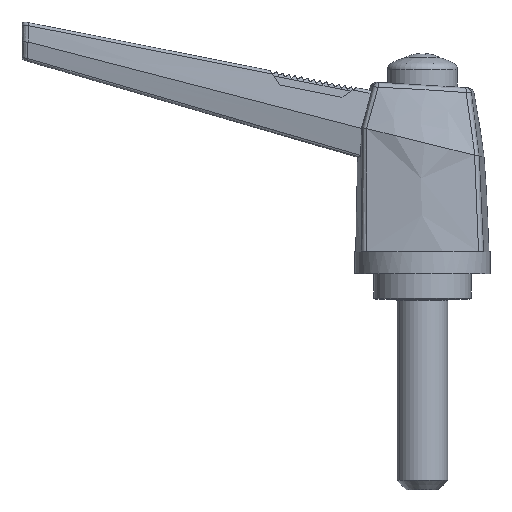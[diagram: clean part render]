
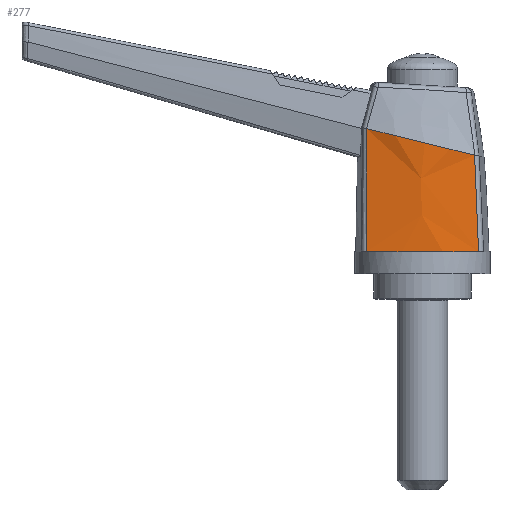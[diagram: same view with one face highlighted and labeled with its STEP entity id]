
A CAD part, front view. The second image highlights one B-rep face of the part: STEP entity #277.
In plain terms, the highlighted free-form (B-spline) face has degree [3, 3] with [6, 4] control points.
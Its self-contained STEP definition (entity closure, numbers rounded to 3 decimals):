
#277 = ADVANCED_FACE( '', ( #678 ), #679, .T. );
#678 = FACE_OUTER_BOUND( '', #1847, .T. );
#679 = B_SPLINE_SURFACE_WITH_KNOTS( '', 3, 3, ( ( #1848, #1849, #1850, #1851 ), ( #1852, #1853, #1854, #1855 ), ( #1856, #1857, #1858, #1859 ), ( #1860, #1861, #1862, #1863 ), ( #1864, #1865, #1866, #1867 ), ( #1868, #1869, #1870, #1871 ) ), .UNSPECIFIED., .F., .F., .F., ( 4, 2, 4 ), ( 4, 4 ), ( 0., 0.5, 1. ), ( 0., 1. ), .UNSPECIFIED. );
#1847 = EDGE_LOOP( '', ( #4172, #4173, #4174, #4175, #4176, #4177 ) );
#1848 = CARTESIAN_POINT( '', ( -9.476, -9.25, 0. ) );
#1849 = CARTESIAN_POINT( '', ( -9.428, -8.983, 6.495 ) );
#1850 = CARTESIAN_POINT( '', ( -9.38, -8.717, 12.99 ) );
#1851 = CARTESIAN_POINT( '', ( -9.333, -8.45, 19.486 ) );
#1852 = CARTESIAN_POINT( '', ( -6.364, -9.914, 0. ) );
#1853 = CARTESIAN_POINT( '', ( -6.392, -9.793, 6.26 ) );
#1854 = CARTESIAN_POINT( '', ( -6.42, -9.671, 12.52 ) );
#1855 = CARTESIAN_POINT( '', ( -6.449, -9.55, 18.779 ) );
#1856 = CARTESIAN_POINT( '', ( -3.182, -10.25, 0. ) );
#1857 = CARTESIAN_POINT( '', ( -3.252, -10.222, 6.01 ) );
#1858 = CARTESIAN_POINT( '', ( -3.322, -10.194, 12.02 ) );
#1859 = CARTESIAN_POINT( '', ( -3.392, -10.167, 18.031 ) );
#1860 = CARTESIAN_POINT( '', ( 3.182, -10.25, 0. ) );
#1861 = CARTESIAN_POINT( '', ( 3.04, -10.291, 5.508 ) );
#1862 = CARTESIAN_POINT( '', ( 2.897, -10.332, 11.017 ) );
#1863 = CARTESIAN_POINT( '', ( 2.755, -10.374, 16.525 ) );
#1864 = CARTESIAN_POINT( '', ( 6.364, -9.914, 0. ) );
#1865 = CARTESIAN_POINT( '', ( 6.19, -9.931, 5.256 ) );
#1866 = CARTESIAN_POINT( '', ( 6.017, -9.947, 10.513 ) );
#1867 = CARTESIAN_POINT( '', ( 5.844, -9.963, 15.769 ) );
#1868 = CARTESIAN_POINT( '', ( 9.476, -9.25, 0. ) );
#1869 = CARTESIAN_POINT( '', ( 9.248, -9.187, 5.016 ) );
#1870 = CARTESIAN_POINT( '', ( 9.02, -9.123, 10.031 ) );
#1871 = CARTESIAN_POINT( '', ( 8.792, -9.06, 15.047 ) );
#4172 = ORIENTED_EDGE( '', *, *, #5304, .F. );
#4173 = ORIENTED_EDGE( '', *, *, #5305, .T. );
#4174 = ORIENTED_EDGE( '', *, *, #5306, .T. );
#4175 = ORIENTED_EDGE( '', *, *, #5205, .T. );
#4176 = ORIENTED_EDGE( '', *, *, #5135, .T. );
#4177 = ORIENTED_EDGE( '', *, *, #5307, .T. );
#5135 = EDGE_CURVE( '', #5708, #5709, #5710, .T. );
#5205 = EDGE_CURVE( '', #5825, #5708, #5826, .T. );
#5304 = EDGE_CURVE( '', #5984, #5985, #5986, .T. );
#5305 = EDGE_CURVE( '', #5984, #5987, #5988, .T. );
#5306 = EDGE_CURVE( '', #5987, #5825, #5989, .T. );
#5307 = EDGE_CURVE( '', #5709, #5985, #5990, .T. );
#5708 = VERTEX_POINT( '', #6717 );
#5709 = VERTEX_POINT( '', #6718 );
#5710 = B_SPLINE_CURVE_WITH_KNOTS( '', 3, ( #6719, #6720, #6721, #6722 ), .UNSPECIFIED., .F., .F., ( 4, 4 ), ( 0.668, 0.965 ), .UNSPECIFIED. );
#5825 = VERTEX_POINT( '', #7269 );
#5826 = B_SPLINE_CURVE_WITH_KNOTS( '', 3, ( #7270, #7271, #7272, #7273, #7274, #7275 ), .UNSPECIFIED., .F., .F., ( 4, 2, 4 ), ( 0.332, 0.5, 0.668 ), .UNSPECIFIED. );
#5984 = VERTEX_POINT( '', #7812 );
#5985 = VERTEX_POINT( '', #7813 );
#5986 = B_SPLINE_CURVE_WITH_KNOTS( '', 3, ( #7814, #7815, #7816, #7817, #7818, #7819, #7820, #7821, #7822, #7823 ), .UNSPECIFIED., .F., .F., ( 4, 2, 2, 2, 4 ), ( 0.032, 0.25, 0.5, 0.75, 0.967 ), .UNSPECIFIED. );
#5987 = VERTEX_POINT( '', #7824 );
#5988 = B_SPLINE_CURVE_WITH_KNOTS( '', 3, ( #7825, #7826, #7827, #7828, #7829, #7830 ), .UNSPECIFIED., .F., .F., ( 4, 2, 4 ), ( 0., 0.01, 0.019 ), .UNSPECIFIED. );
#5989 = B_SPLINE_CURVE_WITH_KNOTS( '', 3, ( #7831, #7832, #7833, #7834 ), .UNSPECIFIED., .F., .F., ( 4, 4 ), ( 0.034, 0.332 ), .UNSPECIFIED. );
#5990 = B_SPLINE_CURVE_WITH_KNOTS( '', 3, ( #7835, #7836, #7837, #7838 ), .UNSPECIFIED., .F., .F., ( 4, 4 ), ( 0., 0.015 ), .UNSPECIFIED. );
#6717 = CARTESIAN_POINT( '', ( 3.2, -10.137, 0. ) );
#6718 = CARTESIAN_POINT( '', ( 8.83, -9.383, 0. ) );
#6719 = CARTESIAN_POINT( '', ( 3.2, -10.137, 0. ) );
#6720 = CARTESIAN_POINT( '', ( 5.09, -10.003, 0. ) );
#6721 = CARTESIAN_POINT( '', ( 6.971, -9.751, 0. ) );
#6722 = CARTESIAN_POINT( '', ( 8.83, -9.383, 0. ) );
#7269 = CARTESIAN_POINT( '', ( -3.2, -10.137, 0. ) );
#7270 = CARTESIAN_POINT( '', ( -3.2, -10.137, 0. ) );
#7271 = CARTESIAN_POINT( '', ( -2.135, -10.212, 0. ) );
#7272 = CARTESIAN_POINT( '', ( -1.068, -10.25, 0. ) );
#7273 = CARTESIAN_POINT( '', ( 1.068, -10.25, 0. ) );
#7274 = CARTESIAN_POINT( '', ( 2.135, -10.212, 0. ) );
#7275 = CARTESIAN_POINT( '', ( 3.2, -10.137, 0. ) );
#7812 = CARTESIAN_POINT( '', ( -8.781, -8.654, 19.35 ) );
#7813 = CARTESIAN_POINT( '', ( 8.209, -9.232, 15.19 ) );
#7814 = CARTESIAN_POINT( '', ( -8.781, -8.654, 19.35 ) );
#7815 = CARTESIAN_POINT( '', ( -7.512, -9.108, 19.04 ) );
#7816 = CARTESIAN_POINT( '', ( -6.217, -9.468, 18.723 ) );
#7817 = CARTESIAN_POINT( '', ( -3.385, -10.04, 18.029 ) );
#7818 = CARTESIAN_POINT( '', ( -1.859, -10.218, 17.655 ) );
#7819 = CARTESIAN_POINT( '', ( 1.222, -10.322, 16.901 ) );
#7820 = CARTESIAN_POINT( '', ( 2.756, -10.246, 16.525 ) );
#7821 = CARTESIAN_POINT( '', ( 5.612, -9.867, 15.826 ) );
#7822 = CARTESIAN_POINT( '', ( 6.92, -9.597, 15.505 ) );
#7823 = CARTESIAN_POINT( '', ( 8.209, -9.232, 15.19 ) );
#7824 = CARTESIAN_POINT( '', ( -8.83, -9.383, 0. ) );
#7825 = CARTESIAN_POINT( '', ( -8.781, -8.654, 19.35 ) );
#7826 = CARTESIAN_POINT( '', ( -8.788, -8.777, 16.125 ) );
#7827 = CARTESIAN_POINT( '', ( -8.797, -8.899, 12.9 ) );
#7828 = CARTESIAN_POINT( '', ( -8.813, -9.142, 6.45 ) );
#7829 = CARTESIAN_POINT( '', ( -8.822, -9.263, 3.225 ) );
#7830 = CARTESIAN_POINT( '', ( -8.83, -9.383, 0. ) );
#7831 = CARTESIAN_POINT( '', ( -8.83, -9.383, 0. ) );
#7832 = CARTESIAN_POINT( '', ( -6.972, -9.751, 0. ) );
#7833 = CARTESIAN_POINT( '', ( -5.09, -10.003, 0. ) );
#7834 = CARTESIAN_POINT( '', ( -3.2, -10.137, 0. ) );
#7835 = CARTESIAN_POINT( '', ( 8.83, -9.383, 0. ) );
#7836 = CARTESIAN_POINT( '', ( 8.622, -9.334, 5.063 ) );
#7837 = CARTESIAN_POINT( '', ( 8.415, -9.283, 10.126 ) );
#7838 = CARTESIAN_POINT( '', ( 8.209, -9.232, 15.19 ) );
